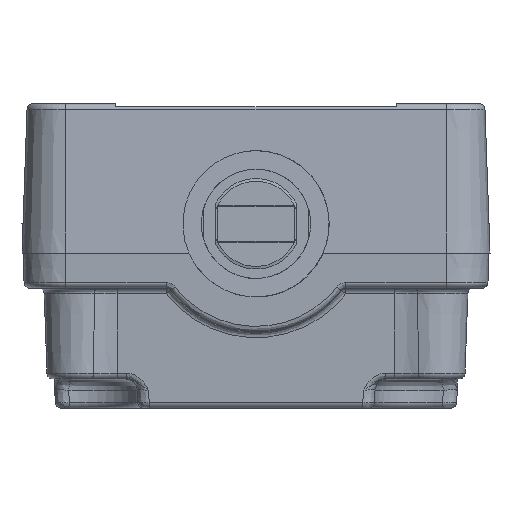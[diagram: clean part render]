
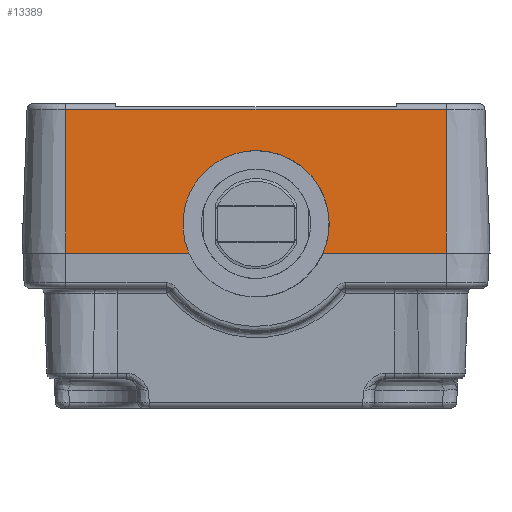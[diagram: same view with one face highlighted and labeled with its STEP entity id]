
A CAD part, front view. The second image highlights one B-rep face of the part: STEP entity #13389.
In plain terms, the highlighted planar face has unit normal (0, -0.999, 0.035).
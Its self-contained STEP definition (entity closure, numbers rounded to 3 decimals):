
#7616=CARTESIAN_POINT('',(21.53,-80.608,0.0));
#7617=VERTEX_POINT('',#7616);
#7624=CARTESIAN_POINT('',(0.486,-80.608,0.0));
#7625=VERTEX_POINT('',#7624);
#7626=CARTESIAN_POINT('',(0.486,-80.608,0.0));
#7627=DIRECTION('',(1.0,0.0,0.0));
#7628=VECTOR('',#7627,21.044);
#7629=LINE('',#7626,#7628);
#7630=EDGE_CURVE('',#7625,#7617,#7629,.T.);
#13342=CARTESIAN_POINT('',(65.486,-80.608,0.0));
#13343=DIRECTION('',(0.0,-0.999,0.035));
#13344=DIRECTION('',(1.0,0.0,0.0));
#13345=AXIS2_PLACEMENT_3D('',#13342,#13343,#13344);
#13346=PLANE('',#13345);
#13347=CARTESIAN_POINT('',(44.443,-80.608,0.0));
#13348=VERTEX_POINT('',#13347);
#13349=CARTESIAN_POINT('',(32.986,-80.433,5.));
#13350=DIRECTION('',(0.,0.999,-0.035));
#13351=DIRECTION('',(0.,-0.035,-0.999));
#13352=AXIS2_PLACEMENT_3D('',#13349,#13350,#13351);
#13353=ELLIPSE('',#13352,12.508,12.5);
#13354=EDGE_CURVE('',#7617,#13348,#13353,.T.);
#13355=ORIENTED_EDGE('',*,*,#13354,.T.);
#13356=CARTESIAN_POINT('',(65.486,-80.608,0.0));
#13357=VERTEX_POINT('',#13356);
#13358=CARTESIAN_POINT('',(44.443,-80.608,0.0));
#13359=DIRECTION('',(1.0,0.0,0.0));
#13360=VECTOR('',#13359,21.044);
#13361=LINE('',#13358,#13360);
#13362=EDGE_CURVE('',#13348,#13357,#13361,.T.);
#13363=ORIENTED_EDGE('',*,*,#13362,.T.);
#13364=CARTESIAN_POINT('',(65.486,-79.751,24.535));
#13365=VERTEX_POINT('',#13364);
#13366=CARTESIAN_POINT('',(65.486,-80.608,0.0));
#13367=DIRECTION('',(0.0,0.035,0.999));
#13368=VECTOR('',#13367,24.55);
#13369=LINE('',#13366,#13368);
#13370=EDGE_CURVE('',#13357,#13365,#13369,.T.);
#13371=ORIENTED_EDGE('',*,*,#13370,.T.);
#13372=CARTESIAN_POINT('',(0.486,-79.751,24.535));
#13373=VERTEX_POINT('',#13372);
#13374=CARTESIAN_POINT('',(0.486,-79.751,24.535));
#13375=DIRECTION('',(1.0,0.0,0.0));
#13376=VECTOR('',#13375,65.);
#13377=LINE('',#13374,#13376);
#13378=EDGE_CURVE('',#13373,#13365,#13377,.T.);
#13379=ORIENTED_EDGE('',*,*,#13378,.F.);
#13380=CARTESIAN_POINT('',(0.486,-80.608,0.0));
#13381=DIRECTION('',(0.,0.035,0.999));
#13382=VECTOR('',#13381,24.55);
#13383=LINE('',#13380,#13382);
#13384=EDGE_CURVE('',#7625,#13373,#13383,.T.);
#13385=ORIENTED_EDGE('',*,*,#13384,.F.);
#13386=ORIENTED_EDGE('',*,*,#7630,.T.);
#13387=EDGE_LOOP('',(#13355,#13363,#13371,#13379,#13385,#13386));
#13388=FACE_OUTER_BOUND('',#13387,.T.);
#13389=ADVANCED_FACE('',(#13388),#13346,.T.);
